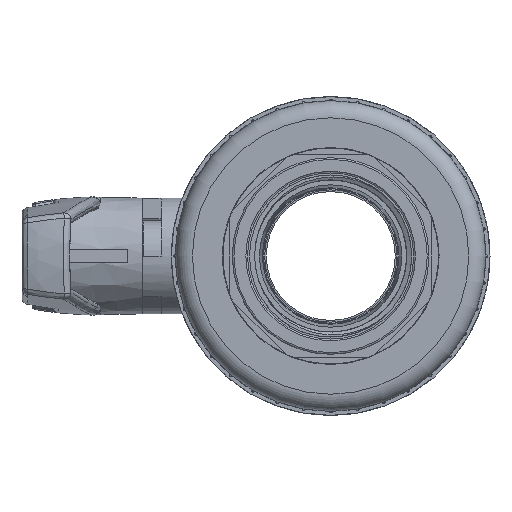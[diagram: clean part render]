
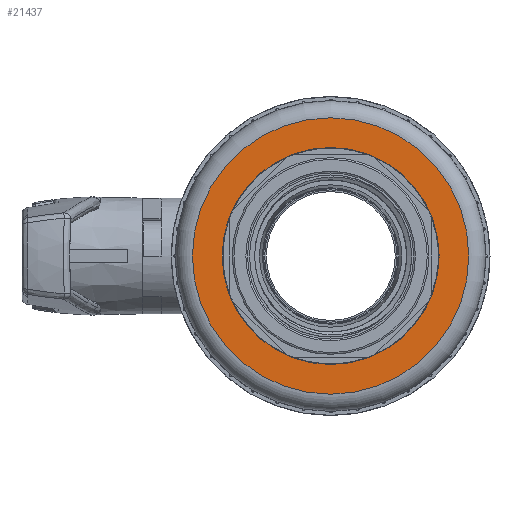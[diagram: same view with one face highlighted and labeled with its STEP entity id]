
A CAD part, left-side view. The second image highlights one B-rep face of the part: STEP entity #21437.
In plain terms, the highlighted planar face has unit normal (-1, 0, 0).
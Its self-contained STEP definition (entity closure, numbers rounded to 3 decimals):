
#4584=FACE_BOUND('',#6638,.T.);
#5355=FACE_OUTER_BOUND('',#6637,.T.);
#6637=EDGE_LOOP('',(#17725));
#6638=EDGE_LOOP('',(#17726));
#7749=CIRCLE('',#23273,40.75);
#7750=CIRCLE('',#23274,32.);
#9608=VERTEX_POINT('',#51826);
#9609=VERTEX_POINT('',#51828);
#12476=EDGE_CURVE('',#9608,#9608,#7749,.T.);
#12477=EDGE_CURVE('',#9609,#9609,#7750,.T.);
#17725=ORIENTED_EDGE('',*,*,#12476,.T.);
#17726=ORIENTED_EDGE('',*,*,#12477,.T.);
#20493=PLANE('',#23272);
#21437=ADVANCED_FACE('',(#5355,#4584),#20493,.F.);
#23272=AXIS2_PLACEMENT_3D('',#51825,#27827,#27828);
#23273=AXIS2_PLACEMENT_3D('',#51827,#27829,#27830);
#23274=AXIS2_PLACEMENT_3D('',#51829,#27831,#27832);
#27827=DIRECTION('center_axis',(1.,0.,0.));
#27828=DIRECTION('ref_axis',(0.,-1.,0.));
#27829=DIRECTION('center_axis',(-1.,0.,0.));
#27830=DIRECTION('ref_axis',(0.,1.,0.));
#27831=DIRECTION('center_axis',(1.,0.,0.));
#27832=DIRECTION('ref_axis',(0.,0.,-1.));
#51825=CARTESIAN_POINT('Origin',(-315.1,44.5,0.));
#51826=CARTESIAN_POINT('',(-315.1,39.5,0.));
#51827=CARTESIAN_POINT('Origin',(-315.1,-1.25,0.));
#51828=CARTESIAN_POINT('',(-315.1,-1.25,-32.));
#51829=CARTESIAN_POINT('Origin',(-315.1,-1.25,0.));
